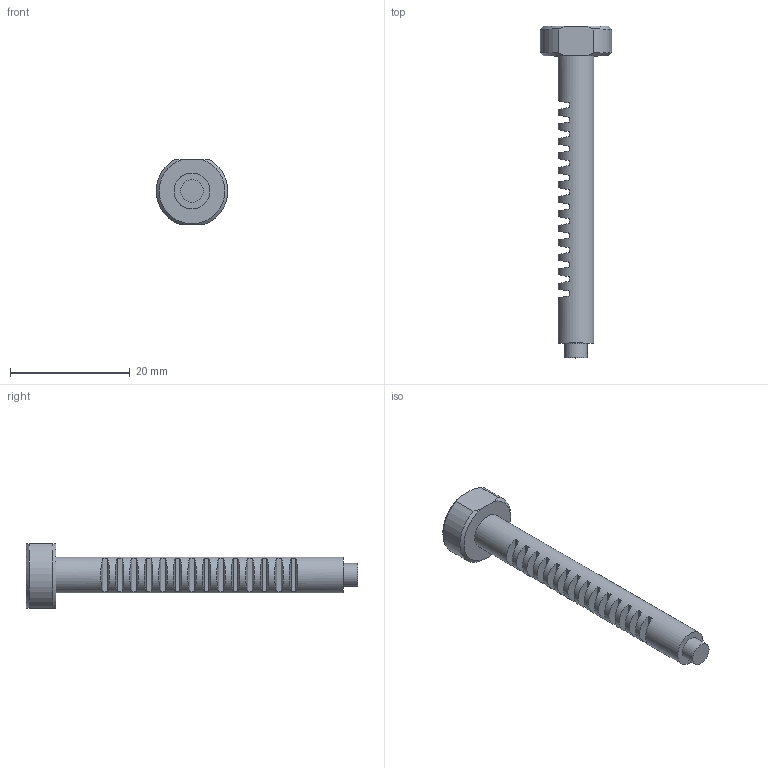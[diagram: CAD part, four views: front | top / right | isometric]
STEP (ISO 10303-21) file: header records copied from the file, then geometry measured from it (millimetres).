
FILE_DESCRIPTION(/* description */ (''),/* implementation_level */ '2;1');
FILE_NAME(/* name */ 'tige d''lvation 48mm gauche crante M2.5 (vraie tige CNC).step',/* time_stamp */ '2023-09-07T09:53:52+02:00',/* author */ (''),/* organization */ (''),/* preprocessor_version */ 'ST-DEVELOPER v20',/* originating_system */ 'Autodesk Translation Framework v12.9.0.99',/* authorisation */ '');
FILE_SCHEMA (('AUTOMOTIVE_DESIGN { 1 0 10303 214 3 1 1 }'));
Length unit declared in the file: millimetre
Products named in the file (2): Sd'E Old Gen II (36mm entraxe); CNC tiges ⌀6
Assembly tree (1 placements, depth 2):
  Sd'E Old Gen II (36mm entraxe)
    CNC tiges ⌀6
Bounding box: 12 x 55.5 x 10.85 mm (x, y, z)
Volume: 1791.3 mm3; surface area: 1517 mm2
Topology: 1 solids, 1 shells, 56 faces, 111 edges, 74 vertices
Faces by surface type: plane 49, cylinder 5, cone 2
Full cylindrical faces by diameter (mm): 2 x1, 3.85 x1, 6 x1
Entity records: 1516 total; most frequent: DIRECTION 263, CARTESIAN_POINT 256, ORIENTED_EDGE 222, EDGE_CURVE 111, AXIS2_PLACEMENT_3D 99, VERTEX_POINT 74, EDGE_LOOP 73, LINE 65
